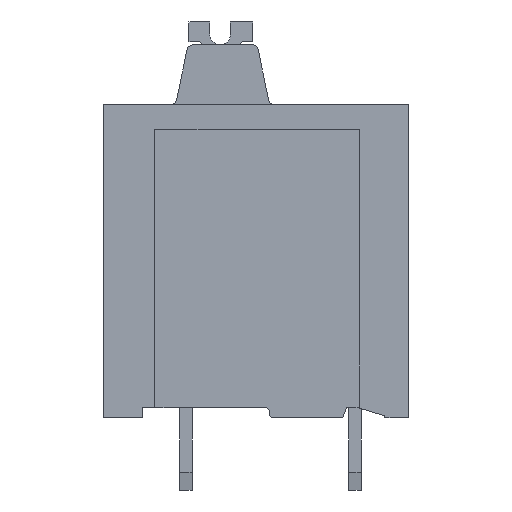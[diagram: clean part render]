
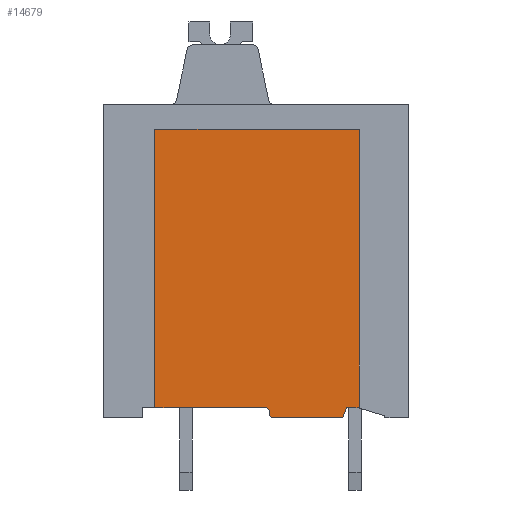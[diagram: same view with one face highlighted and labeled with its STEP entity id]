
A CAD part, left-side view. The second image highlights one B-rep face of the part: STEP entity #14679.
In plain terms, the highlighted planar face has unit normal (-1, 0, 0).
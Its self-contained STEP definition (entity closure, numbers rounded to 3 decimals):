
#6448=AXIS2_PLACEMENT_3D('Plane Axis2P3D',#6445,#6446,#6447) ;
#11920=AXIS2_PLACEMENT_3D('Circle Axis2P3D',#11918,#11919,$) ;
#11975=AXIS2_PLACEMENT_3D('Circle Axis2P3D',#11973,#11974,$) ;
#6445=CARTESIAN_POINT('Axis2P3D Location',(1.1,2.4,0.)) ;
#11793=CARTESIAN_POINT('Vertex',(1.1,2.5,4.)) ;
#11805=CARTESIAN_POINT('Vertex',(1.1,2.4,3.97)) ;
#11808=CARTESIAN_POINT('Line Origine',(1.1,2.45,3.985)) ;
#11889=CARTESIAN_POINT('Vertex',(1.1,6.95,4.)) ;
#11892=CARTESIAN_POINT('Line Origine',(1.1,9.625,4.)) ;
#11896=CARTESIAN_POINT('Vertex',(1.1,12.3,4.)) ;
#11918=CARTESIAN_POINT('Axis2P3D Location',(1.1,6.95,3.8)) ;
#11922=CARTESIAN_POINT('Vertex',(1.1,6.75,3.8)) ;
#11946=CARTESIAN_POINT('Vertex',(1.1,6.75,3.7)) ;
#11949=CARTESIAN_POINT('Line Origine',(1.1,6.75,3.75)) ;
#11970=CARTESIAN_POINT('Vertex',(1.1,6.55,3.5)) ;
#11973=CARTESIAN_POINT('Axis2P3D Location',(1.1,6.55,3.7)) ;
#11989=CARTESIAN_POINT('Vertex',(1.1,3.2,3.5)) ;
#11992=CARTESIAN_POINT('Line Origine',(1.1,4.875,3.5)) ;
#12013=CARTESIAN_POINT('Vertex',(1.1,3.,4.)) ;
#12016=CARTESIAN_POINT('Line Origine',(1.1,3.1,3.75)) ;
#12028=CARTESIAN_POINT('Line Origine',(1.1,2.75,4.)) ;
#12045=CARTESIAN_POINT('Line Origine',(1.1,12.3,10.75)) ;
#12049=CARTESIAN_POINT('Vertex',(1.1,12.3,17.5)) ;
#12069=CARTESIAN_POINT('Line Origine',(1.1,7.35,17.5)) ;
#12073=CARTESIAN_POINT('Vertex',(1.1,2.4,17.5)) ;
#12093=CARTESIAN_POINT('Line Origine',(1.1,2.4,10.735)) ;
#6446=DIRECTION('Axis2P3D Direction',(1.,0.,0.)) ;
#6447=DIRECTION('Axis2P3D XDirection',(0.,1.,0.)) ;
#11809=DIRECTION('Vector Direction',(0.,-0.959,-0.284)) ;
#11893=DIRECTION('Vector Direction',(0.,1.,0.)) ;
#11919=DIRECTION('Axis2P3D Direction',(-1.,0.,0.)) ;
#11950=DIRECTION('Vector Direction',(0.,0.,1.)) ;
#11974=DIRECTION('Axis2P3D Direction',(-1.,0.,0.)) ;
#11993=DIRECTION('Vector Direction',(0.,1.,0.)) ;
#12017=DIRECTION('Vector Direction',(0.,0.371,-0.928)) ;
#12029=DIRECTION('Vector Direction',(0.,1.,0.)) ;
#12046=DIRECTION('Vector Direction',(0.,0.,1.)) ;
#12070=DIRECTION('Vector Direction',(0.,1.,0.)) ;
#12094=DIRECTION('Vector Direction',(0.,0.,1.)) ;
#11810=VECTOR('Line Direction',#11809,1.) ;
#11894=VECTOR('Line Direction',#11893,1.) ;
#11951=VECTOR('Line Direction',#11950,1.) ;
#11994=VECTOR('Line Direction',#11993,1.) ;
#12018=VECTOR('Line Direction',#12017,1.) ;
#12030=VECTOR('Line Direction',#12029,1.) ;
#12047=VECTOR('Line Direction',#12046,1.) ;
#12071=VECTOR('Line Direction',#12070,1.) ;
#12095=VECTOR('Line Direction',#12094,1.) ;
#14667=ORIENTED_EDGE('',*,*,#11898,.F.) ;
#14668=ORIENTED_EDGE('',*,*,#11924,.T.) ;
#14669=ORIENTED_EDGE('',*,*,#11953,.F.) ;
#14670=ORIENTED_EDGE('',*,*,#11977,.F.) ;
#14671=ORIENTED_EDGE('',*,*,#11996,.F.) ;
#14672=ORIENTED_EDGE('',*,*,#12020,.F.) ;
#14673=ORIENTED_EDGE('',*,*,#12032,.F.) ;
#14674=ORIENTED_EDGE('',*,*,#11812,.T.) ;
#14675=ORIENTED_EDGE('',*,*,#12097,.T.) ;
#14676=ORIENTED_EDGE('',*,*,#12075,.T.) ;
#14677=ORIENTED_EDGE('',*,*,#12051,.F.) ;
#14679=ADVANCED_FACE('_LMF 5.00/16/180  3.5SN OR BX 1330330000',(#14678),#6449,.F.) ;
#11921=CIRCLE('generated circle',#11920,0.2) ;
#11976=CIRCLE('generated circle',#11975,0.2) ;
#11812=EDGE_CURVE('',#11794,#11806,#11811,.T.) ;
#11898=EDGE_CURVE('',#11890,#11897,#11895,.T.) ;
#11924=EDGE_CURVE('',#11890,#11923,#11921,.F.) ;
#11953=EDGE_CURVE('',#11947,#11923,#11952,.T.) ;
#11977=EDGE_CURVE('',#11971,#11947,#11976,.F.) ;
#11996=EDGE_CURVE('',#11990,#11971,#11995,.T.) ;
#12020=EDGE_CURVE('',#12014,#11990,#12019,.T.) ;
#12032=EDGE_CURVE('',#11794,#12014,#12031,.T.) ;
#12051=EDGE_CURVE('',#11897,#12050,#12048,.T.) ;
#12075=EDGE_CURVE('',#12074,#12050,#12072,.T.) ;
#12097=EDGE_CURVE('',#11806,#12074,#12096,.T.) ;
#14666=EDGE_LOOP('',(#14667,#14668,#14669,#14670,#14671,#14672,#14673,#14674,#14675,#14676,#14677)) ;
#14678=FACE_OUTER_BOUND('',#14666,.T.) ;
#11811=LINE('Line',#11808,#11810) ;
#11895=LINE('Line',#11892,#11894) ;
#11952=LINE('Line',#11949,#11951) ;
#11995=LINE('Line',#11992,#11994) ;
#12019=LINE('Line',#12016,#12018) ;
#12031=LINE('Line',#12028,#12030) ;
#12048=LINE('Line',#12045,#12047) ;
#12072=LINE('Line',#12069,#12071) ;
#12096=LINE('Line',#12093,#12095) ;
#6449=PLANE('',#6448) ;
#11794=VERTEX_POINT('',#11793) ;
#11806=VERTEX_POINT('',#11805) ;
#11890=VERTEX_POINT('',#11889) ;
#11897=VERTEX_POINT('',#11896) ;
#11923=VERTEX_POINT('',#11922) ;
#11947=VERTEX_POINT('',#11946) ;
#11971=VERTEX_POINT('',#11970) ;
#11990=VERTEX_POINT('',#11989) ;
#12014=VERTEX_POINT('',#12013) ;
#12050=VERTEX_POINT('',#12049) ;
#12074=VERTEX_POINT('',#12073) ;
